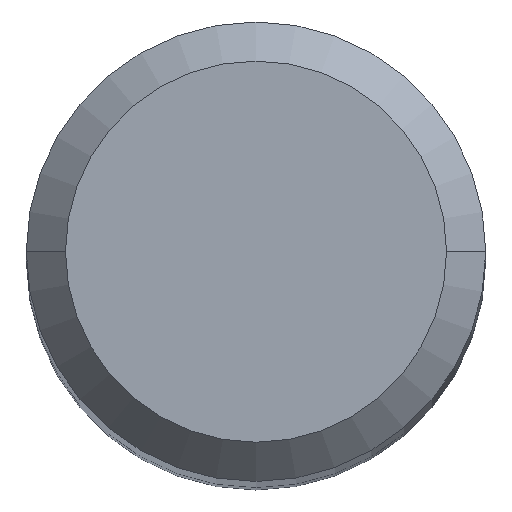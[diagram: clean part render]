
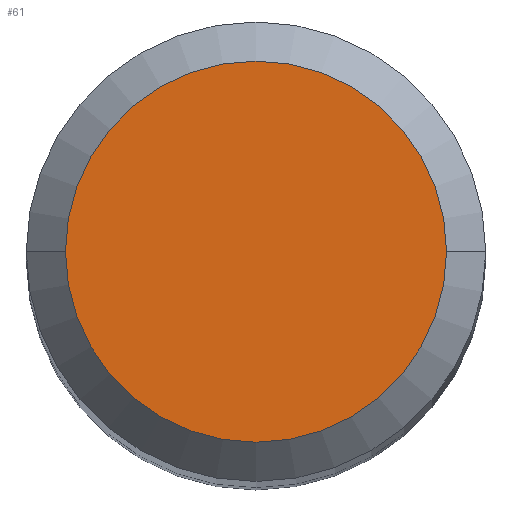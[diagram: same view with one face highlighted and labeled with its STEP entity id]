
A CAD part, top view. The second image highlights one B-rep face of the part: STEP entity #61.
In plain terms, the highlighted planar face has unit normal (0, 0, 1).
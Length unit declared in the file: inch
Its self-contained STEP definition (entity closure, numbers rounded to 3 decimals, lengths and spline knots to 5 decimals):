
#15 = ORIENTED_EDGE ( 'NONE', *, *, #38, .T. ) ;
#25 = CARTESIAN_POINT ( 'NONE',  ( -0.0972, 0., 0. ) ) ;
#38 = EDGE_CURVE ( 'NONE', #280, #249, #62, .T. ) ;
#61 = ADVANCED_FACE ( 'NONE', ( #147 ), #379, .F. ) ;
#62 = CIRCLE ( 'NONE', #195, 0.0972 ) ;
#65 = ORIENTED_EDGE ( 'NONE', *, *, #102, .T. ) ;
#77 = CARTESIAN_POINT ( 'NONE',  ( 0., 0.0972, 0. ) ) ;
#78 = DIRECTION ( 'NONE',  ( 1., 0., 0. ) ) ;
#96 = AXIS2_PLACEMENT_3D ( 'NONE', #77, #171, #357 ) ;
#102 = EDGE_CURVE ( 'NONE', #249, #280, #341, .T. ) ;
#140 = EDGE_LOOP ( 'NONE', ( #65, #15 ) ) ;
#147 = FACE_OUTER_BOUND ( 'NONE', #140, .T. ) ;
#171 = DIRECTION ( 'NONE',  ( 0., 0., -1. ) ) ;
#195 = AXIS2_PLACEMENT_3D ( 'NONE', #300, #206, #327 ) ;
#206 = DIRECTION ( 'NONE',  ( 0., 0., 1. ) ) ;
#249 = VERTEX_POINT ( 'NONE', #25 ) ;
#263 = CARTESIAN_POINT ( 'NONE',  ( 0.0972, 0., 0. ) ) ;
#280 = VERTEX_POINT ( 'NONE', #263 ) ;
#300 = CARTESIAN_POINT ( 'NONE',  ( 0., 0., 0. ) ) ;
#323 = AXIS2_PLACEMENT_3D ( 'NONE', #387, #365, #78 ) ;
#327 = DIRECTION ( 'NONE',  ( 1., 0., 0. ) ) ;
#341 = CIRCLE ( 'NONE', #323, 0.0972 ) ;
#357 = DIRECTION ( 'NONE',  ( -1., 0., 0. ) ) ;
#365 = DIRECTION ( 'NONE',  ( 0., 0., 1. ) ) ;
#379 = PLANE ( 'NONE',  #96 ) ;
#387 = CARTESIAN_POINT ( 'NONE',  ( 0., 0., 0. ) ) ;
